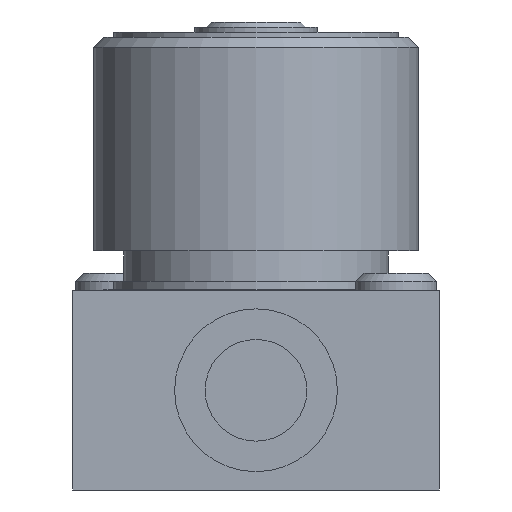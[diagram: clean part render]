
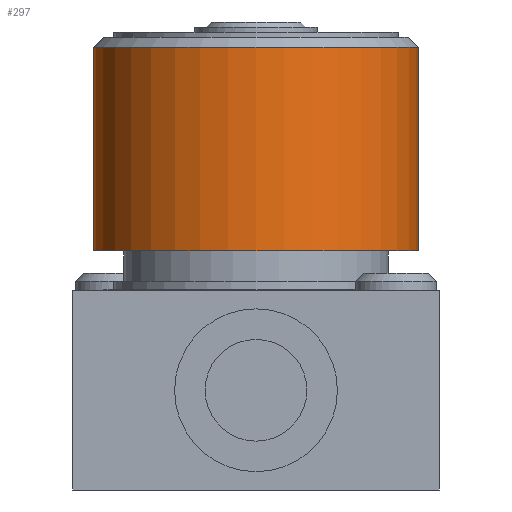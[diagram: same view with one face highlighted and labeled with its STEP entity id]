
A CAD part, front view. The second image highlights one B-rep face of the part: STEP entity #297.
In plain terms, the highlighted cylindrical face has radius 8 mm (diameter 16 mm), a full revolution.
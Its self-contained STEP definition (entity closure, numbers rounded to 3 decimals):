
#4 = DIRECTION ( 'NONE',  ( 1., 0., 0. ) ) ;
#78 = DIRECTION ( 'NONE',  ( 0., 0., -1. ) ) ;
#96 = CARTESIAN_POINT ( 'NONE',  ( 0., 5.5, 6.85 ) ) ;
#162 = VERTEX_POINT ( 'NONE', #249 ) ;
#249 = CARTESIAN_POINT ( 'NONE',  ( 8., 5.5, 16.85 ) ) ;
#264 = DIRECTION ( 'NONE',  ( 0., 0., -1. ) ) ;
#297 = ADVANCED_FACE ( 'NONE', ( #764, #1108 ), #334, .T. ) ;
#298 = EDGE_CURVE ( 'NONE', #162, #162, #798, .T. ) ;
#334 = CYLINDRICAL_SURFACE ( 'NONE', #816, 8. ) ;
#340 = DIRECTION ( 'NONE',  ( 0., 0., 1. ) ) ;
#346 = EDGE_CURVE ( 'NONE', #944, #944, #1052, .T. ) ;
#385 = AXIS2_PLACEMENT_3D ( 'NONE', #947, #264, #4 ) ;
#443 = DIRECTION ( 'NONE',  ( 1., 0., 0. ) ) ;
#516 = EDGE_LOOP ( 'NONE', ( #688 ) ) ;
#605 = CARTESIAN_POINT ( 'NONE',  ( 0., 5.5, 17.35 ) ) ;
#677 = DIRECTION ( 'NONE',  ( -1., 0., 0. ) ) ;
#679 = CARTESIAN_POINT ( 'NONE',  ( 8., 5.5, 6.85 ) ) ;
#688 = ORIENTED_EDGE ( 'NONE', *, *, #298, .T. ) ;
#764 = FACE_OUTER_BOUND ( 'NONE', #516, .T. ) ;
#775 = ORIENTED_EDGE ( 'NONE', *, *, #346, .T. ) ;
#798 = CIRCLE ( 'NONE', #385, 8. ) ;
#816 = AXIS2_PLACEMENT_3D ( 'NONE', #605, #78, #677 ) ;
#944 = VERTEX_POINT ( 'NONE', #679 ) ;
#947 = CARTESIAN_POINT ( 'NONE',  ( 0., 5.5, 16.85 ) ) ;
#1021 = EDGE_LOOP ( 'NONE', ( #775 ) ) ;
#1035 = AXIS2_PLACEMENT_3D ( 'NONE', #96, #340, #443 ) ;
#1052 = CIRCLE ( 'NONE', #1035, 8. ) ;
#1108 = FACE_OUTER_BOUND ( 'NONE', #1021, .T. ) ;
